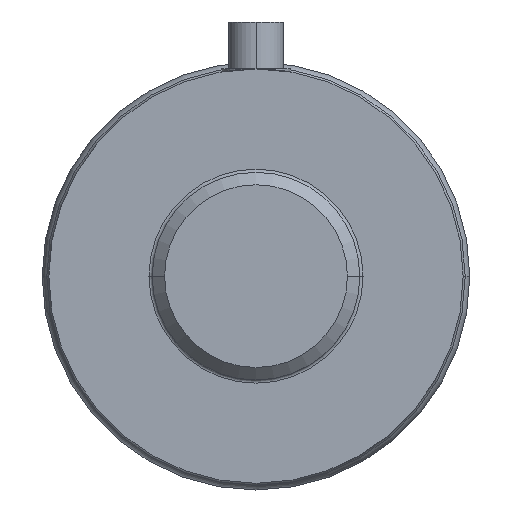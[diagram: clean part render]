
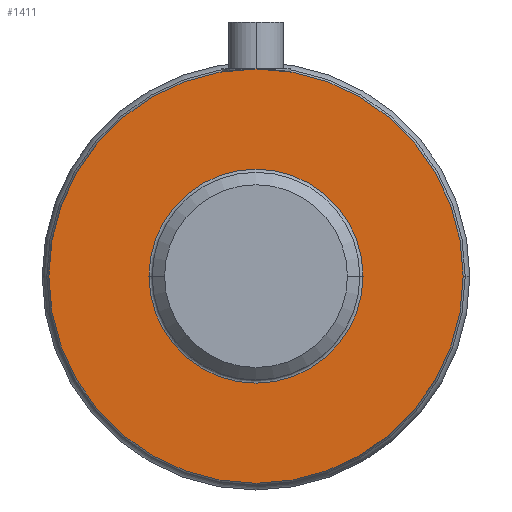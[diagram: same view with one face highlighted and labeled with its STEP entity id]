
A CAD part, left-side view. The second image highlights one B-rep face of the part: STEP entity #1411.
In plain terms, the highlighted planar face has unit normal (-1, 0, 0).
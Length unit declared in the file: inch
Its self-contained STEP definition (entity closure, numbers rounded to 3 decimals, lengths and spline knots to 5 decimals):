
#112 = DIRECTION ( 'NONE',  ( 0., -1., 0. ) ) ;
#274 = PLANE ( 'NONE',  #958 ) ;
#337 = CIRCLE ( 'NONE', #2067, 1.075 ) ;
#351 = AXIS2_PLACEMENT_3D ( 'NONE', #1385, #732, #112 ) ;
#447 = CARTESIAN_POINT ( 'NONE',  ( 1.04404, 8.31672, 6.55848 ) ) ;
#526 = EDGE_CURVE ( 'NONE', #533, #1755, #337, .T. ) ;
#533 = VERTEX_POINT ( 'NONE', #696 ) ;
#580 = CARTESIAN_POINT ( 'NONE',  ( 1.04404, 8.31672, 6.55848 ) ) ;
#694 = CARTESIAN_POINT ( 'NONE',  ( 1.04404, 6.23572, 6.55848 ) ) ;
#696 = CARTESIAN_POINT ( 'NONE',  ( 1.04404, 5.16072, 6.55848 ) ) ;
#701 = ORIENTED_EDGE ( 'NONE', *, *, #2077, .T. ) ;
#726 = CIRCLE ( 'NONE', #351, 1.075 ) ;
#732 = DIRECTION ( 'NONE',  ( -1., 0., 0. ) ) ;
#738 = DIRECTION ( 'NONE',  ( 0., 1., 0. ) ) ;
#756 = EDGE_CURVE ( 'NONE', #1755, #533, #726, .T. ) ;
#784 = VERTEX_POINT ( 'NONE', #447 ) ;
#857 = EDGE_LOOP ( 'NONE', ( #701, #1300 ) ) ;
#858 = CARTESIAN_POINT ( 'NONE',  ( 1.04404, 6.23572, 6.55848 ) ) ;
#863 = DIRECTION ( 'NONE',  ( 0., -1., 0. ) ) ;
#876 = CARTESIAN_POINT ( 'NONE',  ( 1.04404, 6.23572, 6.55848 ) ) ;
#922 = AXIS2_PLACEMENT_3D ( 'NONE', #694, #1835, #863 ) ;
#958 = AXIS2_PLACEMENT_3D ( 'NONE', #580, #1722, #738 ) ;
#1048 = DIRECTION ( 'NONE',  ( 0., -1., 0. ) ) ;
#1113 = CARTESIAN_POINT ( 'NONE',  ( 1.04404, 4.15472, 6.55848 ) ) ;
#1139 = FACE_BOUND ( 'NONE', #1748, .T. ) ;
#1172 = AXIS2_PLACEMENT_3D ( 'NONE', #876, #2025, #1048 ) ;
#1300 = ORIENTED_EDGE ( 'NONE', *, *, #2049, .T. ) ;
#1346 = CIRCLE ( 'NONE', #1172, 2.081 ) ;
#1385 = CARTESIAN_POINT ( 'NONE',  ( 1.04404, 6.23572, 6.55848 ) ) ;
#1411 = ADVANCED_FACE ( 'NONE', ( #1139, #1585 ), #274, .F. ) ;
#1511 = DIRECTION ( 'NONE',  ( -1., 0., 0. ) ) ;
#1585 = FACE_OUTER_BOUND ( 'NONE', #857, .T. ) ;
#1603 = VERTEX_POINT ( 'NONE', #1113 ) ;
#1624 = CARTESIAN_POINT ( 'NONE',  ( 1.04404, 7.31072, 6.55848 ) ) ;
#1672 = DIRECTION ( 'NONE',  ( 0., -1., 0. ) ) ;
#1722 = DIRECTION ( 'NONE',  ( 1., 0., 0. ) ) ;
#1723 = ORIENTED_EDGE ( 'NONE', *, *, #526, .F. ) ;
#1748 = EDGE_LOOP ( 'NONE', ( #1723, #1868 ) ) ;
#1755 = VERTEX_POINT ( 'NONE', #1624 ) ;
#1785 = CIRCLE ( 'NONE', #922, 2.081 ) ;
#1835 = DIRECTION ( 'NONE',  ( -1., 0., 0. ) ) ;
#1868 = ORIENTED_EDGE ( 'NONE', *, *, #756, .F. ) ;
#2025 = DIRECTION ( 'NONE',  ( -1., 0., 0. ) ) ;
#2049 = EDGE_CURVE ( 'NONE', #784, #1603, #1785, .T. ) ;
#2067 = AXIS2_PLACEMENT_3D ( 'NONE', #858, #1511, #1672 ) ;
#2077 = EDGE_CURVE ( 'NONE', #1603, #784, #1346, .T. ) ;
